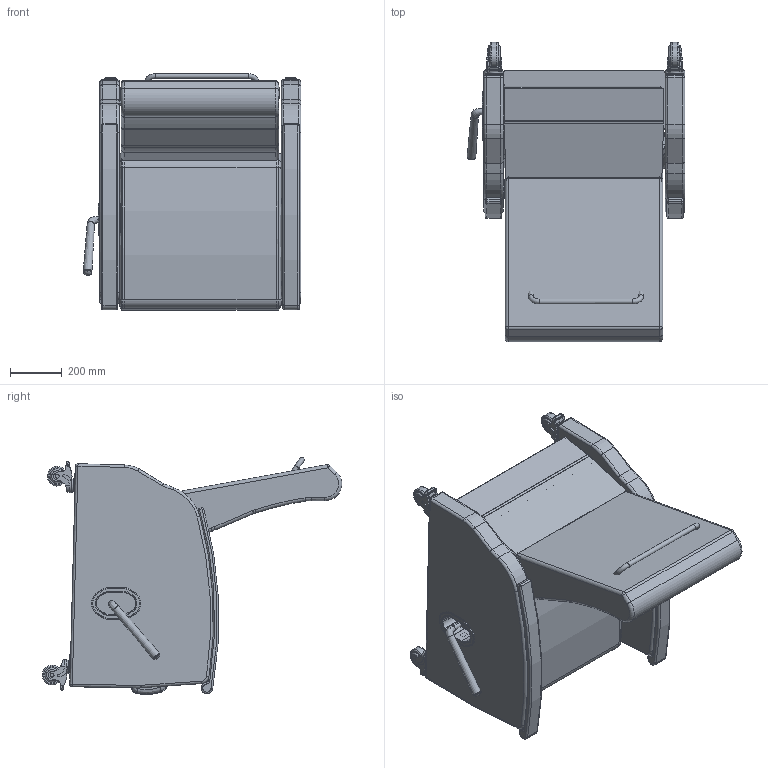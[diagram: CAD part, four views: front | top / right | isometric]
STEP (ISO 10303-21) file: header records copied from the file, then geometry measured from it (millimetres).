
FILE_DESCRIPTION(/* description */ (''),/* implementation_level */ '2;1');
FILE_NAME(/* name */ 'LC1118W.stp',/* time_stamp */ '2017-09-14T08:51:00-04:00',/* author */ ('emehringer'),/* organization */ (''),/* preprocessor_version */ 'ST-DEVELOPER v16.5',/* originating_system */ 'Autodesk Inventor 2017',/* authorisation */ '');
FILE_SCHEMA (('AUTOMOTIVE_DESIGN { 1 0 10303 214 3 1 1 }'));
Length unit declared in the file: inch
Products named in the file (29): LC1118U-W; 4000 UKP; ULSEAT 4000C; 4000 UKO; EV7070 UBACK FLAP; BEZEL-1; E1010 FARM L; E1010 FARM R; HDL 3000 BLK; HDL 3000 BLKPLASTIC; HDL 3000 BLK METAL; 1117 HANDLE; FL1010-1 MAC BLK-A max; O1010 UBACK; 7000-2 CON PLT; PB3; PUSH BAR 17.625; PUSH BAR 17.625_1; PUSH BAR 17.625 right side; 1420X1.5 PSHPB; CAST COL 4inSLB; _NG-03AMP-125-TL-TP01_fork; _TP01_Next Generation Series_0; _NG-03QDP-125-SW-TP01_rivet; _NG-03AMP-125-TL-TP01_wheel_core; _NG-03AMP-125-TL-TP01_wheel_tread; _NG-03AMP-125-TL-TP01_wheel_guard; _NG-03AMP-125-TL-TP01_wheel_tguard; _NG-03AMP-125-TL-TP01_cap
Assembly tree (34 placements, depth 4):
  LC1118U-W
    4000 UKP
    ULSEAT 4000C
    4000 UKO
    EV7070 UBACK FLAP
    BEZEL-1
    E1010 FARM L
    E1010 FARM R
    HDL 3000 BLK
      HDL 3000 BLKPLASTIC
      HDL 3000 BLK METAL
    1117 HANDLE
    FL1010-1 MAC BLK-A max  x2
    O1010 UBACK
    7000-2 CON PLT
    PB3
      PUSH BAR 17.625
        PUSH BAR 17.625_1
        PUSH BAR 17.625 right side
      1420X1.5 PSHPB  x2
    CAST COL 4inSLB  x4
      _NG-03AMP-125-TL-TP01_fork
      _TP01_Next Generation Series_0
      _NG-03QDP-125-SW-TP01_rivet
      _NG-03AMP-125-TL-TP01_wheel_core
      _NG-03AMP-125-TL-TP01_wheel_tread
      _NG-03AMP-125-TL-TP01_wheel_guard
      _NG-03AMP-125-TL-TP01_wheel_tguard
      _NG-03AMP-125-TL-TP01_cap
Bounding box: 841.93 x 1158.53 x 915.96 mm (x, y, z)
Volume: 182719498.9 mm3; surface area: 6406268.9 mm2
Topology: 55 solids, 67 shells, 1504 faces, 3563 edges, 2233 vertices
Faces by surface type: cylinder 644, plane 535, torus 180, bspline 78, cone 36, sphere 31
Full cylindrical faces by diameter (mm): 5.953 x1, 6.35 x10, 7.938 x2, 11.989 x4, 12.497 x2, 14.877 x4, 15.062 x4, 15.24 x8, 19.05 x3, 19.075 x4, 25.4 x4, 31.75 x1, 38.049 x4, 44.298 x4, 52.273 x4, 55.372 x8, 57.15 x8, 76.2 x4
Entity records: 31091 total; most frequent: CARTESIAN_POINT 9249, DIRECTION 4744, ORIENTED_EDGE 4100, EDGE_CURVE 2050, AXIS2_PLACEMENT_3D 1917, VERTEX_POINT 1279, EDGE_LOOP 1015, CIRCLE 926
